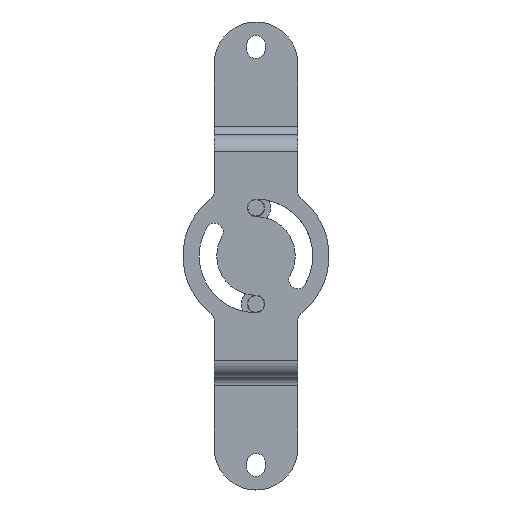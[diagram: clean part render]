
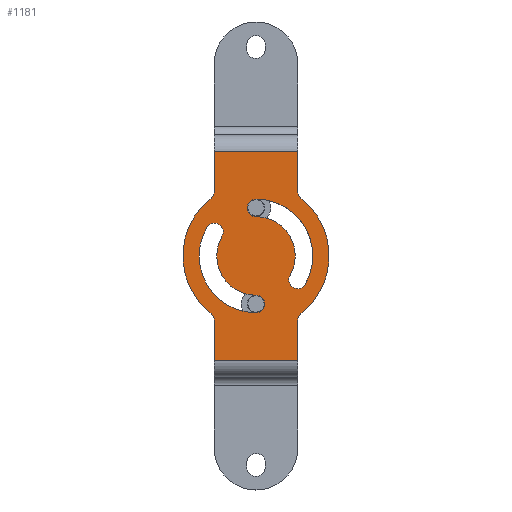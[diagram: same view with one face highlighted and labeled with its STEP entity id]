
A CAD part, top view. The second image highlights one B-rep face of the part: STEP entity #1181.
In plain terms, the highlighted planar face has unit normal (0, 0, 1).
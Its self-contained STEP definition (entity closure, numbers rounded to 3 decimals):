
#278=AXIS2_PLACEMENT_3D('Circle Axis2P3D',#276,#277,$) ;
#309=AXIS2_PLACEMENT_3D('Circle Axis2P3D',#307,#308,$) ;
#340=AXIS2_PLACEMENT_3D('Circle Axis2P3D',#338,#339,$) ;
#765=AXIS2_PLACEMENT_3D('Circle Axis2P3D',#763,#764,$) ;
#796=AXIS2_PLACEMENT_3D('Circle Axis2P3D',#794,#795,$) ;
#827=AXIS2_PLACEMENT_3D('Circle Axis2P3D',#825,#826,$) ;
#889=AXIS2_PLACEMENT_3D('Circle Axis2P3D',#887,#888,$) ;
#920=AXIS2_PLACEMENT_3D('Circle Axis2P3D',#918,#919,$) ;
#951=AXIS2_PLACEMENT_3D('Circle Axis2P3D',#949,#950,$) ;
#980=AXIS2_PLACEMENT_3D('Circle Axis2P3D',#978,#979,$) ;
#1069=AXIS2_PLACEMENT_3D('Circle Axis2P3D',#1067,#1068,$) ;
#1100=AXIS2_PLACEMENT_3D('Circle Axis2P3D',#1098,#1099,$) ;
#1124=AXIS2_PLACEMENT_3D('Circle Axis2P3D',#1122,#1123,$) ;
#1137=AXIS2_PLACEMENT_3D('Plane Axis2P3D',#1134,#1135,#1136) ;
#173=CARTESIAN_POINT('Vertex',(27.5,31.,10.)) ;
#176=CARTESIAN_POINT('Line Origine',(17.5,31.,10.)) ;
#180=CARTESIAN_POINT('Vertex',(7.5,31.,10.)) ;
#242=CARTESIAN_POINT('Vertex',(27.5,40.63,10.)) ;
#245=CARTESIAN_POINT('Line Origine',(27.5,35.815,10.)) ;
#273=CARTESIAN_POINT('Vertex',(28.269,42.206,10.)) ;
#276=CARTESIAN_POINT('Axis2P3D Location',(29.5,40.63,10.)) ;
#304=CARTESIAN_POINT('Vertex',(28.269,69.794,10.)) ;
#307=CARTESIAN_POINT('Axis2P3D Location',(17.5,56.,10.)) ;
#335=CARTESIAN_POINT('Vertex',(27.5,71.37,10.)) ;
#338=CARTESIAN_POINT('Axis2P3D Location',(29.5,71.37,10.)) ;
#355=CARTESIAN_POINT('Line Origine',(27.5,76.185,10.)) ;
#359=CARTESIAN_POINT('Vertex',(27.5,81.,10.)) ;
#691=CARTESIAN_POINT('Vertex',(7.5,81.,10.)) ;
#729=CARTESIAN_POINT('Vertex',(7.5,71.37,10.)) ;
#732=CARTESIAN_POINT('Line Origine',(7.5,76.185,10.)) ;
#760=CARTESIAN_POINT('Vertex',(6.731,69.794,10.)) ;
#763=CARTESIAN_POINT('Axis2P3D Location',(5.5,71.37,10.)) ;
#791=CARTESIAN_POINT('Vertex',(6.731,42.206,10.)) ;
#794=CARTESIAN_POINT('Axis2P3D Location',(17.5,56.,10.)) ;
#822=CARTESIAN_POINT('Vertex',(7.5,40.63,10.)) ;
#825=CARTESIAN_POINT('Axis2P3D Location',(5.5,40.63,10.)) ;
#842=CARTESIAN_POINT('Line Origine',(7.5,35.815,10.)) ;
#884=CARTESIAN_POINT('Vertex',(17.5,42.4,10.)) ;
#887=CARTESIAN_POINT('Axis2P3D Location',(17.5,44.5,10.)) ;
#891=CARTESIAN_POINT('Vertex',(17.5,46.6,10.)) ;
#918=CARTESIAN_POINT('Axis2P3D Location',(17.5,56.,10.)) ;
#922=CARTESIAN_POINT('Vertex',(9.359,60.7,10.)) ;
#949=CARTESIAN_POINT('Axis2P3D Location',(7.541,61.75,10.)) ;
#953=CARTESIAN_POINT('Vertex',(5.722,62.8,10.)) ;
#978=CARTESIAN_POINT('Axis2P3D Location',(17.5,56.,10.)) ;
#1064=CARTESIAN_POINT('Vertex',(25.641,51.3,10.)) ;
#1067=CARTESIAN_POINT('Axis2P3D Location',(27.459,50.25,10.)) ;
#1071=CARTESIAN_POINT('Vertex',(29.278,49.2,10.)) ;
#1095=CARTESIAN_POINT('Vertex',(17.5,65.4,10.)) ;
#1098=CARTESIAN_POINT('Axis2P3D Location',(17.5,56.,10.)) ;
#1119=CARTESIAN_POINT('Vertex',(17.5,69.6,10.)) ;
#1122=CARTESIAN_POINT('Axis2P3D Location',(17.5,67.5,10.)) ;
#1134=CARTESIAN_POINT('Axis2P3D Location',(17.5,56.,10.)) ;
#1139=CARTESIAN_POINT('Line Origine',(17.5,81.,10.)) ;
#1159=CARTESIAN_POINT('Control Point',(29.278,49.2,10.)) ;
#1160=CARTESIAN_POINT('Control Point',(30.702,51.667,10.)) ;
#1161=CARTESIAN_POINT('Control Point',(31.481,54.506,10.)) ;
#1162=CARTESIAN_POINT('Control Point',(31.481,57.494,10.)) ;
#1163=CARTESIAN_POINT('Control Point',(29.924,63.173,10.)) ;
#1164=CARTESIAN_POINT('Control Point',(25.784,67.361,10.)) ;
#1165=CARTESIAN_POINT('Control Point',(23.197,68.854,10.)) ;
#1166=CARTESIAN_POINT('Control Point',(20.348,69.6,10.)) ;
#1167=CARTESIAN_POINT('Control Point',(17.5,69.6,10.)) ;
#177=DIRECTION('Vector Direction',(1.,0.,0.)) ;
#246=DIRECTION('Vector Direction',(0.,1.,0.)) ;
#277=DIRECTION('Axis2P3D Direction',(0.,0.,1.)) ;
#308=DIRECTION('Axis2P3D Direction',(0.,0.,1.)) ;
#339=DIRECTION('Axis2P3D Direction',(0.,0.,1.)) ;
#356=DIRECTION('Vector Direction',(0.,1.,0.)) ;
#733=DIRECTION('Vector Direction',(0.,-1.,0.)) ;
#764=DIRECTION('Axis2P3D Direction',(0.,0.,1.)) ;
#795=DIRECTION('Axis2P3D Direction',(0.,0.,1.)) ;
#826=DIRECTION('Axis2P3D Direction',(0.,0.,1.)) ;
#843=DIRECTION('Vector Direction',(0.,-1.,0.)) ;
#888=DIRECTION('Axis2P3D Direction',(0.,0.,1.)) ;
#919=DIRECTION('Axis2P3D Direction',(0.,0.,1.)) ;
#950=DIRECTION('Axis2P3D Direction',(0.,0.,1.)) ;
#979=DIRECTION('Axis2P3D Direction',(0.,0.,1.)) ;
#1068=DIRECTION('Axis2P3D Direction',(0.,0.,1.)) ;
#1099=DIRECTION('Axis2P3D Direction',(0.,0.,1.)) ;
#1123=DIRECTION('Axis2P3D Direction',(0.,0.,1.)) ;
#1135=DIRECTION('Axis2P3D Direction',(0.,0.,1.)) ;
#1136=DIRECTION('Axis2P3D XDirection',(0.,1.,0.)) ;
#1140=DIRECTION('Vector Direction',(-1.,0.,0.)) ;
#178=VECTOR('Line Direction',#177,1.) ;
#247=VECTOR('Line Direction',#246,1.) ;
#357=VECTOR('Line Direction',#356,1.) ;
#734=VECTOR('Line Direction',#733,1.) ;
#844=VECTOR('Line Direction',#843,1.) ;
#1141=VECTOR('Line Direction',#1140,1.) ;
#1145=ORIENTED_EDGE('',*,*,#249,.T.) ;
#1146=ORIENTED_EDGE('',*,*,#280,.F.) ;
#1147=ORIENTED_EDGE('',*,*,#311,.T.) ;
#1148=ORIENTED_EDGE('',*,*,#342,.F.) ;
#1149=ORIENTED_EDGE('',*,*,#361,.T.) ;
#1150=ORIENTED_EDGE('',*,*,#1143,.T.) ;
#1151=ORIENTED_EDGE('',*,*,#736,.T.) ;
#1152=ORIENTED_EDGE('',*,*,#767,.F.) ;
#1153=ORIENTED_EDGE('',*,*,#798,.T.) ;
#1154=ORIENTED_EDGE('',*,*,#829,.F.) ;
#1155=ORIENTED_EDGE('',*,*,#846,.T.) ;
#1156=ORIENTED_EDGE('',*,*,#182,.T.) ;
#1170=ORIENTED_EDGE('',*,*,#1168,.F.) ;
#1171=ORIENTED_EDGE('',*,*,#1073,.F.) ;
#1172=ORIENTED_EDGE('',*,*,#1102,.T.) ;
#1173=ORIENTED_EDGE('',*,*,#1126,.F.) ;
#1176=ORIENTED_EDGE('',*,*,#982,.F.) ;
#1177=ORIENTED_EDGE('',*,*,#955,.F.) ;
#1178=ORIENTED_EDGE('',*,*,#924,.T.) ;
#1179=ORIENTED_EDGE('',*,*,#893,.F.) ;
#1174=FACE_BOUND('',#1169,.T.) ;
#1180=FACE_BOUND('',#1175,.T.) ;
#1181=ADVANCED_FACE('IE-CD-MA.1\\BLFU FVB.1\\Hauptk\X2\00F6\X0\rper',(#1157,#1174,#1180),#1138,.T.) ;
#1158=B_SPLINE_CURVE_WITH_KNOTS('',5,(#1159,#1160,#1161,#1162,#1163,#1164,#1165,#1166,#1167),.UNSPECIFIED.,.F.,.U.,(6,3,6),(56.968,71.209,85.451),.UNSPECIFIED.) ;
#279=CIRCLE('generated circle',#278,2.) ;
#310=CIRCLE('generated circle',#309,17.5) ;
#341=CIRCLE('generated circle',#340,2.) ;
#766=CIRCLE('generated circle',#765,2.) ;
#797=CIRCLE('generated circle',#796,17.5) ;
#828=CIRCLE('generated circle',#827,2.) ;
#890=CIRCLE('generated circle',#889,2.1) ;
#921=CIRCLE('generated circle',#920,9.4) ;
#952=CIRCLE('generated circle',#951,2.1) ;
#981=CIRCLE('generated circle',#980,13.6) ;
#1070=CIRCLE('generated circle',#1069,2.1) ;
#1101=CIRCLE('generated circle',#1100,9.4) ;
#1125=CIRCLE('generated circle',#1124,2.1) ;
#182=EDGE_CURVE('',#181,#174,#179,.T.) ;
#249=EDGE_CURVE('',#174,#243,#248,.T.) ;
#280=EDGE_CURVE('',#274,#243,#279,.T.) ;
#311=EDGE_CURVE('',#274,#305,#310,.T.) ;
#342=EDGE_CURVE('',#336,#305,#341,.T.) ;
#361=EDGE_CURVE('',#336,#360,#358,.T.) ;
#736=EDGE_CURVE('',#692,#730,#735,.T.) ;
#767=EDGE_CURVE('',#761,#730,#766,.T.) ;
#798=EDGE_CURVE('',#761,#792,#797,.T.) ;
#829=EDGE_CURVE('',#823,#792,#828,.T.) ;
#846=EDGE_CURVE('',#823,#181,#845,.T.) ;
#893=EDGE_CURVE('',#885,#892,#890,.T.) ;
#924=EDGE_CURVE('',#923,#892,#921,.T.) ;
#955=EDGE_CURVE('',#923,#954,#952,.T.) ;
#982=EDGE_CURVE('',#954,#885,#981,.T.) ;
#1073=EDGE_CURVE('',#1065,#1072,#1070,.T.) ;
#1102=EDGE_CURVE('',#1065,#1096,#1101,.T.) ;
#1126=EDGE_CURVE('',#1120,#1096,#1125,.T.) ;
#1143=EDGE_CURVE('',#360,#692,#1142,.T.) ;
#1168=EDGE_CURVE('',#1072,#1120,#1158,.T.) ;
#1144=EDGE_LOOP('',(#1145,#1146,#1147,#1148,#1149,#1150,#1151,#1152,#1153,#1154,#1155,#1156)) ;
#1169=EDGE_LOOP('',(#1170,#1171,#1172,#1173)) ;
#1175=EDGE_LOOP('',(#1176,#1177,#1178,#1179)) ;
#1157=FACE_OUTER_BOUND('',#1144,.T.) ;
#179=LINE('Line',#176,#178) ;
#248=LINE('Line',#245,#247) ;
#358=LINE('Line',#355,#357) ;
#735=LINE('Line',#732,#734) ;
#845=LINE('Line',#842,#844) ;
#1142=LINE('Line',#1139,#1141) ;
#1138=PLANE('',#1137) ;
#174=VERTEX_POINT('',#173) ;
#181=VERTEX_POINT('',#180) ;
#243=VERTEX_POINT('',#242) ;
#274=VERTEX_POINT('',#273) ;
#305=VERTEX_POINT('',#304) ;
#336=VERTEX_POINT('',#335) ;
#360=VERTEX_POINT('',#359) ;
#692=VERTEX_POINT('',#691) ;
#730=VERTEX_POINT('',#729) ;
#761=VERTEX_POINT('',#760) ;
#792=VERTEX_POINT('',#791) ;
#823=VERTEX_POINT('',#822) ;
#885=VERTEX_POINT('',#884) ;
#892=VERTEX_POINT('',#891) ;
#923=VERTEX_POINT('',#922) ;
#954=VERTEX_POINT('',#953) ;
#1065=VERTEX_POINT('',#1064) ;
#1072=VERTEX_POINT('',#1071) ;
#1096=VERTEX_POINT('',#1095) ;
#1120=VERTEX_POINT('',#1119) ;
